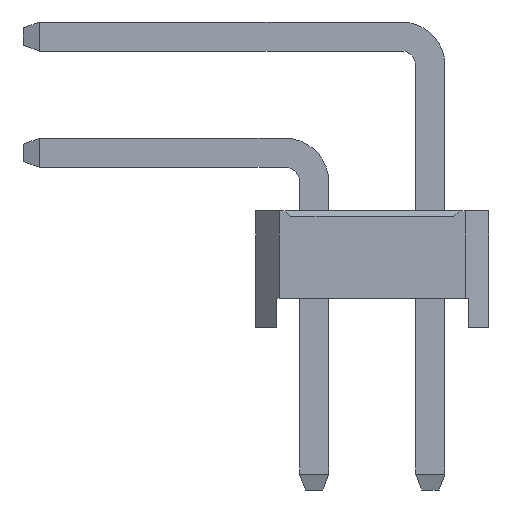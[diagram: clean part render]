
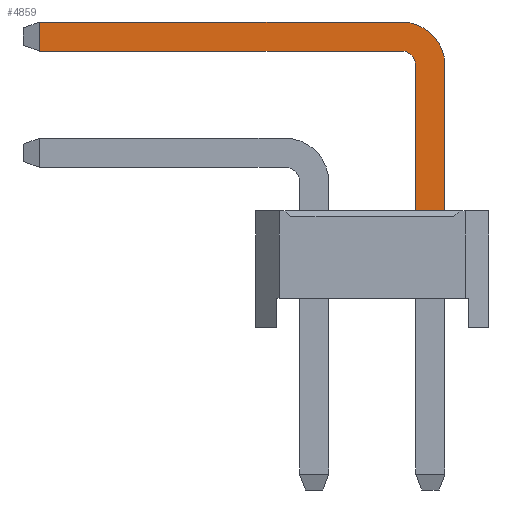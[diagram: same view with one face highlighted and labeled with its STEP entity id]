
A CAD part, left-side view. The second image highlights one B-rep face of the part: STEP entity #4859.
In plain terms, the highlighted planar face has unit normal (-1, 0, 0).
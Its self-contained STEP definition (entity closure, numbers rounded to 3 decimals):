
#4859=ADVANCED_FACE('',(#21399),#21401,.T.);
#21399=FACE_BOUND('',#21400,.T.);
#21400=EDGE_LOOP('',(#34787,#34788,#34789,#34790,#34791,#34792,#34793,#34794));
#21401=PLANE('',#21402);
#21402=AXIS2_PLACEMENT_3D('',#21403,#21404,#21405);
#21403=CARTESIAN_POINT('',(-0.25,-1.75,-2.8));
#21404=DIRECTION('',(-1.,0.,0.));
#21405=DIRECTION('',(0.,-1.,0.));
#34787=ORIENTED_EDGE('',*,*,#43035,.F.);
#34788=ORIENTED_EDGE('',*,*,#43036,.F.);
#34789=ORIENTED_EDGE('',*,*,#43037,.F.);
#34790=ORIENTED_EDGE('',*,*,#43038,.F.);
#34791=ORIENTED_EDGE('',*,*,#40975,.T.);
#34792=ORIENTED_EDGE('',*,*,#43034,.T.);
#34793=ORIENTED_EDGE('',*,*,#43039,.T.);
#34794=ORIENTED_EDGE('',*,*,#43040,.T.);
#40975=EDGE_CURVE('',#46116,#46114,#46117,.T.);
#43034=EDGE_CURVE('',#46114,#49651,#49653,.T.);
#43035=EDGE_CURVE('',#49654,#49655,#49656,.T.);
#43036=EDGE_CURVE('',#49657,#49654,#49658,.T.);
#43037=EDGE_CURVE('',#49659,#49657,#49660,.T.);
#43038=EDGE_CURVE('',#46116,#49659,#49661,.T.);
#43039=EDGE_CURVE('',#49651,#49662,#49663,.T.);
#43040=EDGE_CURVE('',#49662,#49655,#49664,.T.);
#46114=VERTEX_POINT('',#54638);
#46116=VERTEX_POINT('',#54642);
#46117=LINE('',#54643,#54644);
#49651=VERTEX_POINT('',#62423);
#49653=LINE('',#62427,#62428);
#49654=VERTEX_POINT('',#62430);
#49655=VERTEX_POINT('',#62431);
#49656=LINE('',#62432,#62433);
#49657=VERTEX_POINT('',#62435);
#49658=LINE('',#62436,#62437);
#49659=VERTEX_POINT('',#62439);
#49660=CIRCLE('',#62440,0.25);
#49661=LINE('',#62444,#62445);
#49662=VERTEX_POINT('',#62447);
#49663=CIRCLE('',#62448,0.75);
#49664=LINE('',#62452,#62453);
#54638=CARTESIAN_POINT('',(-0.25,-2.25,2.));
#54642=CARTESIAN_POINT('',(-0.25,-1.75,2.));
#54643=CARTESIAN_POINT('',(-0.25,-1.75,2.));
#54644=VECTOR('',#54645,1.);
#54645=DIRECTION('',(0.,-1.,0.));
#62423=CARTESIAN_POINT('',(-0.25,-2.25,4.5));
#62427=CARTESIAN_POINT('',(-0.25,-2.25,2.));
#62428=VECTOR('',#62429,1.);
#62429=DIRECTION('',(0.,0.,1.));
#62430=CARTESIAN_POINT('',(-0.25,4.725,4.75));
#62431=CARTESIAN_POINT('',(-0.25,4.725,5.25));
#62432=CARTESIAN_POINT('',(-0.25,4.725,4.75));
#62433=VECTOR('',#62434,1.);
#62434=DIRECTION('',(0.,0.,1.));
#62435=CARTESIAN_POINT('',(-0.25,-1.5,4.75));
#62436=CARTESIAN_POINT('',(-0.25,-1.5,4.75));
#62437=VECTOR('',#62438,1.);
#62438=DIRECTION('',(0.,1.,0.));
#62439=CARTESIAN_POINT('',(-0.25,-1.75,4.5));
#62440=AXIS2_PLACEMENT_3D('',#62441,#62442,#62443);
#62441=CARTESIAN_POINT('',(-0.25,-1.5,4.5));
#62442=DIRECTION('',(-1.,-0.,0.));
#62443=DIRECTION('',(0.,-1.,0.));
#62444=CARTESIAN_POINT('',(-0.25,-1.75,2.));
#62445=VECTOR('',#62446,1.);
#62446=DIRECTION('',(0.,0.,1.));
#62447=CARTESIAN_POINT('',(-0.25,-1.5,5.25));
#62448=AXIS2_PLACEMENT_3D('',#62449,#62450,#62451);
#62449=CARTESIAN_POINT('',(-0.25,-1.5,4.5));
#62450=DIRECTION('',(-1.,-0.,0.));
#62451=DIRECTION('',(0.,-1.,0.));
#62452=CARTESIAN_POINT('',(-0.25,-1.5,5.25));
#62453=VECTOR('',#62454,1.);
#62454=DIRECTION('',(0.,1.,0.));
